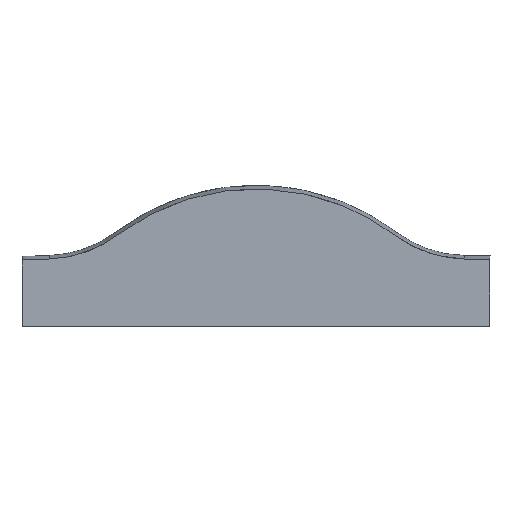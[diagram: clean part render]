
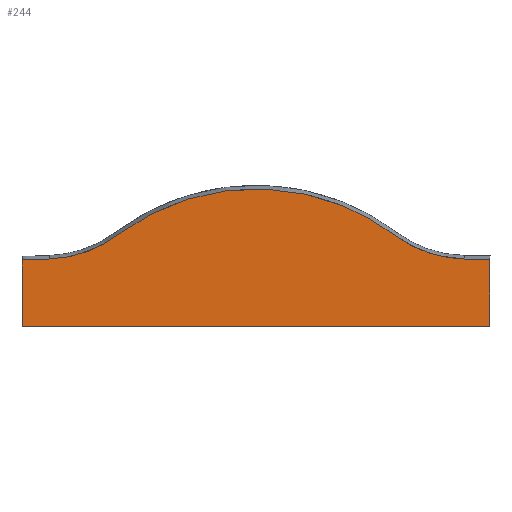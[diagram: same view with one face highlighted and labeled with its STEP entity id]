
A CAD part, left-side view. The second image highlights one B-rep face of the part: STEP entity #244.
In plain terms, the highlighted planar face has unit normal (-1, 0, 0).
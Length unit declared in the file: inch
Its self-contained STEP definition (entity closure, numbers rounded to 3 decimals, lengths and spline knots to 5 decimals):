
#111=B_SPLINE_CURVE_WITH_KNOTS('',5,(#1617,#1618,#1619,#1620,#1621,#1622),
 .UNSPECIFIED.,.F.,.F.,(6,6),(0.,1.),.UNSPECIFIED.);
#112=B_SPLINE_CURVE_WITH_KNOTS('',5,(#1624,#1625,#1626,#1627,#1628,#1629),
 .UNSPECIFIED.,.F.,.F.,(6,6),(0.,1.),.UNSPECIFIED.);
#113=B_SPLINE_CURVE_WITH_KNOTS('',5,(#1631,#1632,#1633,#1634,#1635,#1636),
 .UNSPECIFIED.,.F.,.F.,(6,6),(0.,1.),.UNSPECIFIED.);
#244=ADVANCED_FACE('',(#348),#327,.F.);
#327=PLANE('',#1313);
#348=FACE_OUTER_BOUND('',#430,.T.);
#430=EDGE_LOOP('',(#557,#558,#559,#560,#561,#562,#563,#564));
#557=ORIENTED_EDGE('',*,*,#1052,.F.);
#558=ORIENTED_EDGE('',*,*,#1053,.T.);
#559=ORIENTED_EDGE('',*,*,#1054,.F.);
#560=ORIENTED_EDGE('',*,*,#1055,.F.);
#561=ORIENTED_EDGE('',*,*,#1056,.F.);
#562=ORIENTED_EDGE('',*,*,#1057,.T.);
#563=ORIENTED_EDGE('',*,*,#1022,.F.);
#564=ORIENTED_EDGE('',*,*,#1058,.T.);
#908=VERTEX_POINT('',#1469);
#909=VERTEX_POINT('',#1471);
#921=VERTEX_POINT('',#1541);
#934=VERTEX_POINT('',#1612);
#935=VERTEX_POINT('',#1616);
#936=VERTEX_POINT('',#1623);
#937=VERTEX_POINT('',#1630);
#938=VERTEX_POINT('',#1637);
#1022=EDGE_CURVE('',#908,#909,#1215,.T.);
#1052=EDGE_CURVE('',#934,#921,#1235,.T.);
#1053=EDGE_CURVE('',#934,#935,#1236,.T.);
#1054=EDGE_CURVE('',#936,#935,#111,.T.);
#1055=EDGE_CURVE('',#937,#936,#112,.T.);
#1056=EDGE_CURVE('',#938,#937,#113,.T.);
#1057=EDGE_CURVE('',#938,#909,#1237,.T.);
#1058=EDGE_CURVE('',#908,#921,#1238,.T.);
#1215=LINE('',#1470,#1267);
#1235=LINE('',#1613,#1287);
#1236=LINE('',#1615,#1288);
#1237=LINE('',#1638,#1289);
#1238=LINE('',#1639,#1290);
#1267=VECTOR('',#1353,1.);
#1287=VECTOR('',#1375,1.);
#1288=VECTOR('',#1378,1.);
#1289=VECTOR('',#1379,1.);
#1290=VECTOR('',#1380,1.);
#1313=AXIS2_PLACEMENT_3D('',#1640,#1381,#1382);
#1353=DIRECTION('',(0.,0.,1.));
#1375=DIRECTION('',(0.,0.,-1.));
#1378=DIRECTION('',(0.,1.,0.018));
#1379=DIRECTION('',(0.,0.999,-0.035));
#1380=DIRECTION('',(0.,-1.,0.));
#1381=DIRECTION('',(1.,0.,0.));
#1382=DIRECTION('',(0.,0.,1.));
#1469=CARTESIAN_POINT('',(-52.,20.,-9.063));
#1470=CARTESIAN_POINT('',(-52.,20.,5.04015));
#1471=CARTESIAN_POINT('',(-52.,20.,-3.3769));
#1541=CARTESIAN_POINT('',(-52.,-20.,-9.063));
#1612=CARTESIAN_POINT('',(-52.,-20.,-3.3385));
#1613=CARTESIAN_POINT('',(-52.,-20.,5.04015));
#1615=CARTESIAN_POINT('',(-52.,-17.65753,-3.29545));
#1616=CARTESIAN_POINT('',(-52.,-17.81073,-3.29826));
#1617=CARTESIAN_POINT('',(-52.,-11.82,-1.24));
#1618=CARTESIAN_POINT('',(-52.,-12.85025,-2.01269));
#1619=CARTESIAN_POINT('',(-52.,-14.00126,-2.62436));
#1620=CARTESIAN_POINT('',(-52.,-15.23927,-3.0497));
#1621=CARTESIAN_POINT('',(-52.,-16.52314,-3.2746));
#1622=CARTESIAN_POINT('',(-52.,-17.81073,-3.29826));
#1623=CARTESIAN_POINT('',(-52.,-11.82,-1.24));
#1624=CARTESIAN_POINT('',(-52.,11.82,-1.24));
#1625=CARTESIAN_POINT('',(-52.,7.7609,1.80433));
#1626=CARTESIAN_POINT('',(-52.,2.72166,3.54186));
#1627=CARTESIAN_POINT('',(-52.,-2.72166,3.54186));
#1628=CARTESIAN_POINT('',(-52.,-7.7609,1.80433));
#1629=CARTESIAN_POINT('',(-52.,-11.82,-1.24));
#1630=CARTESIAN_POINT('',(-52.,11.82,-1.24));
#1631=CARTESIAN_POINT('',(-52.,17.63713,-3.29361));
#1632=CARTESIAN_POINT('',(-52.,16.38483,-3.24946));
#1633=CARTESIAN_POINT('',(-52.,15.13929,-3.01488));
#1634=CARTESIAN_POINT('',(-52.,13.93925,-2.59124));
#1635=CARTESIAN_POINT('',(-52.,12.82246,-1.99185));
#1636=CARTESIAN_POINT('',(-52.,11.82,-1.24));
#1637=CARTESIAN_POINT('',(-52.,17.63713,-3.29361));
#1638=CARTESIAN_POINT('',(-52.,19.33999,-3.35364));
#1639=CARTESIAN_POINT('',(-52.,19.64204,-9.063));
#1640=CARTESIAN_POINT('',(-52.,-17.81073,5.04015));
